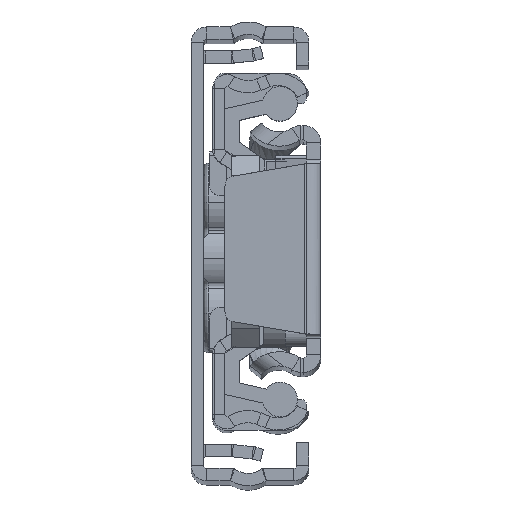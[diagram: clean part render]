
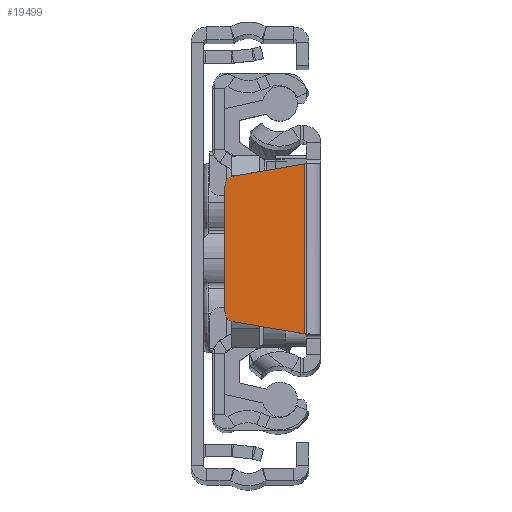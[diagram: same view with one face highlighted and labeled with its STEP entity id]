
A CAD part, top view. The second image highlights one B-rep face of the part: STEP entity #19499.
In plain terms, the highlighted planar face has unit normal (0, 0, 1).
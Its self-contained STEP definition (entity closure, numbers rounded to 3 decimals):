
#122 = VECTOR ( 'NONE', #13569, 1000. ) ;
#615 = VECTOR ( 'NONE', #11095, 1000. ) ;
#882 = VERTEX_POINT ( 'NONE', #16425 ) ;
#1004 = EDGE_CURVE ( 'NONE', #882, #5510, #1237, .T. ) ;
#1150 = DIRECTION ( 'NONE',  ( 0., 1., 0. ) ) ;
#1237 = CIRCLE ( 'NONE', #13298, 1. ) ;
#1466 = DIRECTION ( 'NONE',  ( -1., 0., 0. ) ) ;
#1767 = VECTOR ( 'NONE', #16838, 1000. ) ;
#2283 = LINE ( 'NONE', #14990, #1767 ) ;
#2529 = CARTESIAN_POINT ( 'NONE',  ( -8.568, -7.142, 0. ) ) ;
#2958 = CARTESIAN_POINT ( 'NONE',  ( -1.6, -8.333, 0. ) ) ;
#2994 = FACE_OUTER_BOUND ( 'NONE', #6819, .T. ) ;
#3333 = ORIENTED_EDGE ( 'NONE', *, *, #1004, .F. ) ;
#4050 = CARTESIAN_POINT ( 'NONE',  ( -8.568, 7.142, 0. ) ) ;
#4188 = LINE ( 'NONE', #7359, #122 ) ;
#4560 = CARTESIAN_POINT ( 'NONE',  ( -8.4, 6.156, 0. ) ) ;
#4782 = EDGE_CURVE ( 'NONE', #14831, #882, #15027, .T. ) ;
#4874 = CARTESIAN_POINT ( 'NONE',  ( -1.5, 8.35, 0. ) ) ;
#5444 = CARTESIAN_POINT ( 'NONE',  ( -9.4, 6.156, 0. ) ) ;
#5510 = VERTEX_POINT ( 'NONE', #4050 ) ;
#6819 = EDGE_LOOP ( 'NONE', ( #11907, #18584, #3333, #16197, #8194, #10448 ) ) ;
#6927 = VERTEX_POINT ( 'NONE', #2958 ) ;
#7359 = CARTESIAN_POINT ( 'NONE',  ( -1.6, -8.333, 0. ) ) ;
#8194 = ORIENTED_EDGE ( 'NONE', *, *, #9443, .F. ) ;
#8859 = AXIS2_PLACEMENT_3D ( 'NONE', #9223, #13906, #1466 ) ;
#9223 = CARTESIAN_POINT ( 'NONE',  ( -8.4, 6.156, 0. ) ) ;
#9443 = EDGE_CURVE ( 'NONE', #17174, #14831, #12154, .T. ) ;
#9657 = EDGE_CURVE ( 'NONE', #12351, #6927, #4188, .T. ) ;
#10228 = CARTESIAN_POINT ( 'NONE',  ( -1.6, 8.333, 0. ) ) ;
#10448 = ORIENTED_EDGE ( 'NONE', *, *, #14467, .F. ) ;
#10785 = DIRECTION ( 'NONE',  ( -1., 0., 0. ) ) ;
#11095 = DIRECTION ( 'NONE',  ( 0.986, 0.168, 0. ) ) ;
#11794 = CARTESIAN_POINT ( 'NONE',  ( -9.4, -6.156, 0. ) ) ;
#11907 = ORIENTED_EDGE ( 'NONE', *, *, #9657, .F. ) ;
#12005 = CARTESIAN_POINT ( 'NONE',  ( -8.4, -6.156, 0. ) ) ;
#12154 = CIRCLE ( 'NONE', #14468, 1. ) ;
#12351 = VERTEX_POINT ( 'NONE', #10228 ) ;
#13298 = AXIS2_PLACEMENT_3D ( 'NONE', #4560, #18577, #10785 ) ;
#13569 = DIRECTION ( 'NONE',  ( 0., -1., 0. ) ) ;
#13906 = DIRECTION ( 'NONE',  ( 0., 0., -1. ) ) ;
#14467 = EDGE_CURVE ( 'NONE', #6927, #17174, #2283, .T. ) ;
#14468 = AXIS2_PLACEMENT_3D ( 'NONE', #12005, #19702, #15072 ) ;
#14831 = VERTEX_POINT ( 'NONE', #11794 ) ;
#14990 = CARTESIAN_POINT ( 'NONE',  ( -8.568, -7.142, 0. ) ) ;
#15027 = LINE ( 'NONE', #5444, #16547 ) ;
#15072 = DIRECTION ( 'NONE',  ( -1., 0., 0. ) ) ;
#15448 = PLANE ( 'NONE',  #8859 ) ;
#16197 = ORIENTED_EDGE ( 'NONE', *, *, #4782, .F. ) ;
#16425 = CARTESIAN_POINT ( 'NONE',  ( -9.4, 6.156, 0. ) ) ;
#16547 = VECTOR ( 'NONE', #1150, 1000. ) ;
#16838 = DIRECTION ( 'NONE',  ( -0.986, 0.168, 0. ) ) ;
#17174 = VERTEX_POINT ( 'NONE', #2529 ) ;
#17373 = EDGE_CURVE ( 'NONE', #5510, #12351, #18883, .T. ) ;
#18577 = DIRECTION ( 'NONE',  ( 0., 0., -1. ) ) ;
#18584 = ORIENTED_EDGE ( 'NONE', *, *, #17373, .F. ) ;
#18883 = LINE ( 'NONE', #4874, #615 ) ;
#19499 = ADVANCED_FACE ( 'NONE', ( #2994 ), #15448, .F. ) ;
#19702 = DIRECTION ( 'NONE',  ( 0., 0., -1. ) ) ;
